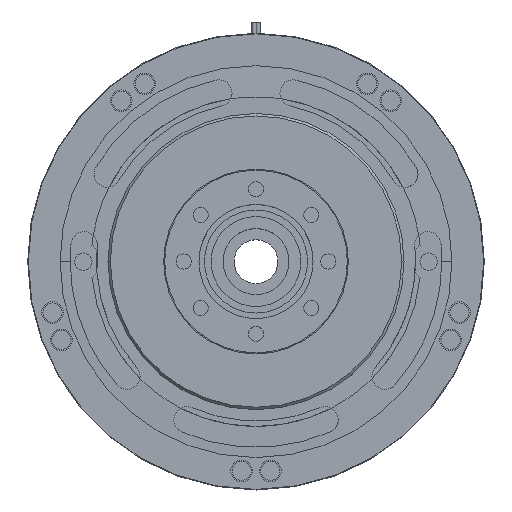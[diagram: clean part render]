
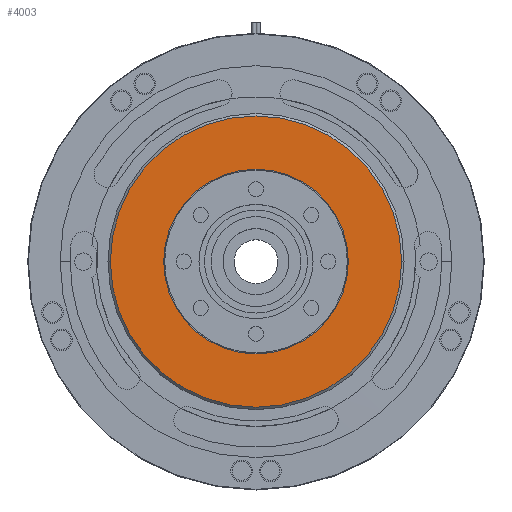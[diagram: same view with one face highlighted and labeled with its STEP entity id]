
A CAD part, top view. The second image highlights one B-rep face of the part: STEP entity #4003.
In plain terms, the highlighted planar face has unit normal (0, 0, 1).
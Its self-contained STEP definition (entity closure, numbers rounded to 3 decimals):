
#952 = CARTESIAN_POINT ( 'NONE',  ( 77., 0., -26. ) ) ;
#953 = CARTESIAN_POINT ( 'NONE',  ( -77., 0., -26. ) ) ;
#954 = DIRECTION ( 'NONE',  ( -1., 0., 0. ) ) ;
#955 = DIRECTION ( 'NONE',  ( 0., 0., -1. ) ) ;
#956 = CARTESIAN_POINT ( 'NONE',  ( 0., 0., -26. ) ) ;
#957 = AXIS2_PLACEMENT_3D ( 'NONE', #956, #955, #954 ) ;
#958 = CIRCLE ( 'NONE', #957, 77. ) ;
#1963 = CIRCLE ( 'NONE', #2050, 77. ) ;
#1991 = DIRECTION ( 'NONE',  ( -1., 0., 0. ) ) ;
#1992 = DIRECTION ( 'NONE',  ( 0., 0., -1. ) ) ;
#1993 = CARTESIAN_POINT ( 'NONE',  ( 0., 0., -26. ) ) ;
#1994 = AXIS2_PLACEMENT_3D ( 'NONE', #1993, #1992, #1991 ) ;
#2031 = DIRECTION ( 'NONE',  ( -1., 0., 0. ) ) ;
#2032 = DIRECTION ( 'NONE',  ( 0., 0., -1. ) ) ;
#2033 = CARTESIAN_POINT ( 'NONE',  ( 0., 0., -26. ) ) ;
#2034 = DIRECTION ( 'NONE',  ( -1., 0., 0. ) ) ;
#2035 = DIRECTION ( 'NONE',  ( 0., 0., 1. ) ) ;
#2036 = AXIS2_PLACEMENT_3D ( 'NONE', #2093, #2035, #2034 ) ;
#2037 = CIRCLE ( 'NONE', #2036, 121.5 ) ;
#2050 = AXIS2_PLACEMENT_3D ( 'NONE', #2033, #2032, #2031 ) ;
#2083 = PLANE ( 'NONE',  #1994 ) ;
#2084 = FACE_BOUND ( 'NONE', #3821, .T. ) ;
#2090 = FACE_OUTER_BOUND ( 'NONE', #3964, .T. ) ;
#2093 = CARTESIAN_POINT ( 'NONE',  ( 0., 0., -26. ) ) ;
#3071 = VERTEX_POINT ( 'NONE', #6460 ) ;
#3072 = VERTEX_POINT ( 'NONE', #6381 ) ;
#3132 = EDGE_CURVE ( 'NONE', #3071, #3072, #6378, .T. ) ;
#3469 = EDGE_CURVE ( 'NONE', #3470, #3471, #958, .T. ) ;
#3470 = VERTEX_POINT ( 'NONE', #953 ) ;
#3471 = VERTEX_POINT ( 'NONE', #952 ) ;
#3820 = ORIENTED_EDGE ( 'NONE', *, *, #3132, .T. ) ;
#3821 = EDGE_LOOP ( 'NONE', ( #3822, #3823 ) ) ;
#3822 = ORIENTED_EDGE ( 'NONE', *, *, #3969, .T. ) ;
#3823 = ORIENTED_EDGE ( 'NONE', *, *, #3469, .T. ) ;
#3964 = EDGE_LOOP ( 'NONE', ( #3979, #3820 ) ) ;
#3969 = EDGE_CURVE ( 'NONE', #3471, #3470, #1963, .T. ) ;
#3979 = ORIENTED_EDGE ( 'NONE', *, *, #3980, .T. ) ;
#3980 = EDGE_CURVE ( 'NONE', #3072, #3071, #2037, .T. ) ;
#4003 = ADVANCED_FACE ( 'NONE', ( #2090, #2084 ), #2083, .F. ) ;
#6374 = DIRECTION ( 'NONE',  ( -1., 0., 0. ) ) ;
#6375 = DIRECTION ( 'NONE',  ( 0., 0., 1. ) ) ;
#6376 = CARTESIAN_POINT ( 'NONE',  ( 0., 0., -26. ) ) ;
#6377 = AXIS2_PLACEMENT_3D ( 'NONE', #6376, #6375, #6374 ) ;
#6378 = CIRCLE ( 'NONE', #6377, 121.5 ) ;
#6381 = CARTESIAN_POINT ( 'NONE',  ( -121.5, 0., -26. ) ) ;
#6460 = CARTESIAN_POINT ( 'NONE',  ( 121.5, 0., -26. ) ) ;
